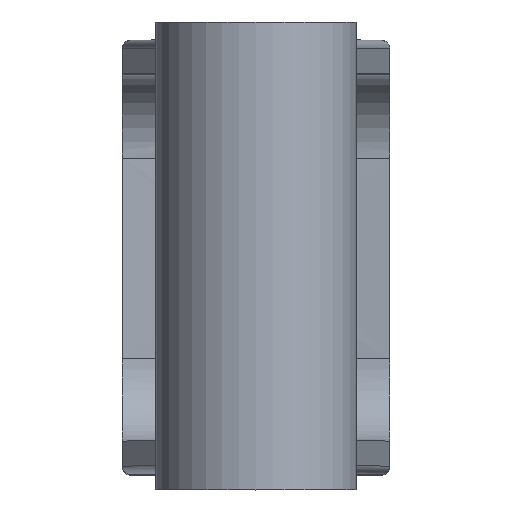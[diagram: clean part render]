
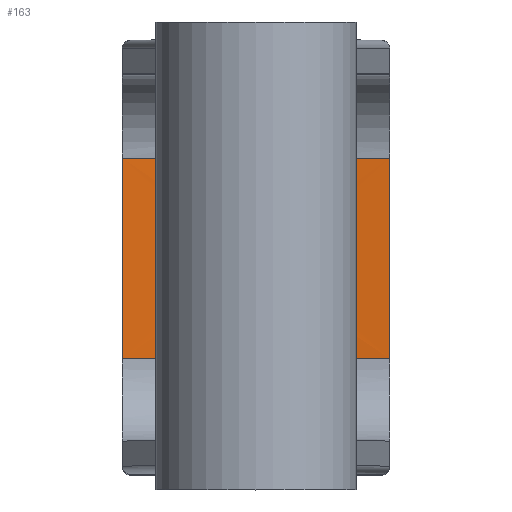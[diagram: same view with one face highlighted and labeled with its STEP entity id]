
A CAD part, top view. The second image highlights one B-rep face of the part: STEP entity #163.
In plain terms, the highlighted cylindrical face has radius 101.6 mm (diameter 203.2 mm), a partial arc.
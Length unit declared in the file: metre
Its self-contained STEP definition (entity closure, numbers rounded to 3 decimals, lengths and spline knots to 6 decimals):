
#163 = ADVANCED_FACE( '', ( #345, #346 ), #347, .F. );
#345 = FACE_OUTER_BOUND( '', #1558, .T. );
#346 = FACE_BOUND( '', #1559, .T. );
#347 = CYLINDRICAL_SURFACE( '', #1560, 0.1016 );
#1558 = EDGE_LOOP( '', ( #2027, #2028, #2029, #2030 ) );
#1559 = EDGE_LOOP( '', ( #2031 ) );
#1560 = AXIS2_PLACEMENT_3D( '', #2032, #2033, #2034 );
#2027 = ORIENTED_EDGE( '', *, *, #2143, .F. );
#2028 = ORIENTED_EDGE( '', *, *, #2295, .F. );
#2029 = ORIENTED_EDGE( '', *, *, #2296, .T. );
#2030 = ORIENTED_EDGE( '', *, *, #2160, .T. );
#2031 = ORIENTED_EDGE( '', *, *, #2276, .F. );
#2032 = CARTESIAN_POINT( '', ( 0., 0., 0.08763 ) );
#2033 = DIRECTION( '', ( 0., 1., 0. ) );
#2034 = DIRECTION( '', ( 0., 0., -1. ) );
#2143 = EDGE_CURVE( '', #2323, #2325, #2326, .T. );
#2160 = EDGE_CURVE( '', #2356, #2325, #2357, .T. );
#2276 = EDGE_CURVE( '', #2521, #2521, #2522, .T. );
#2295 = EDGE_CURVE( '', #2543, #2323, #2544, .T. );
#2296 = EDGE_CURVE( '', #2543, #2356, #2545, .T. );
#2323 = VERTEX_POINT( '', #2629 );
#2325 = VERTEX_POINT( '', #2654 );
#2326 = LINE( '', #2655, #2656 );
#2356 = VERTEX_POINT( '', #2772 );
#2357 = CIRCLE( '', #2773, 0.1016 );
#2521 = VERTEX_POINT( '', #3565 );
#2522 = B_SPLINE_CURVE_WITH_KNOTS( '', 3, ( #3566, #3567, #3568, #3569, #3570, #3571, #3572, #3573, #3574, #3575, #3576, #3577, #3578, #3579, #3580, #3581, #3582, #3583, #3584, #3585, #3586, #3587, #3588, #3589, #3590, #3591, #3592, #3593, #3594, #3595, #3596, #3597, #3598, #3599, #3600, #3601, #3602, #3603, #3604, #3605, #3606, #3607, #3608, #3609, #3610, #3611, #3612, #3613, #3614, #3615, #3616, #3617, #3618, #3619, #3620, #3621, #3622, #3623, #3624, #3625, #3626, #3627 ), .UNSPECIFIED., .T., .F., ( 2, 2, 2, 2, 2, 2, 2, 2, 2, 2, 2, 2, 2, 2, 2, 2, 2, 2, 2, 2, 2, 2, 2, 2, 2, 2, 2, 2, 2, 2, 2, 2, 2 ), ( -0.000993, 0., 0.000496, 0.000993, 0.001489, 0.001985, 0.002481, 0.002978, 0.003474, 0.00397, 0.004467, 0.004963, 0.005459, 0.005955, 0.006452, 0.006948, 0.007444, 0.007941, 0.008437, 0.008933, 0.009926, 0.010422, 0.010918, 0.011415, 0.011911, 0.012407, 0.012903, 0.0134, 0.013896, 0.014392, 0.014889, 0.015881, 0.016378 ), .UNSPECIFIED. );
#2543 = VERTEX_POINT( '', #3726 );
#2544 = CIRCLE( '', #3727, 0.1016 );
#2545 = LINE( '', #3728, #3729 );
#2629 = CARTESIAN_POINT( '', ( 0.01016, 0.00762, -0.013461 ) );
#2654 = CARTESIAN_POINT( '', ( 0.01016, -0.00762, -0.013461 ) );
#2655 = CARTESIAN_POINT( '', ( 0.01016, 0., -0.013461 ) );
#2656 = VECTOR( '', #3774, 1. );
#2772 = CARTESIAN_POINT( '', ( -0.01016, -0.00762, -0.013461 ) );
#2773 = AXIS2_PLACEMENT_3D( '', #3795, #3796, #3797 );
#3565 = CARTESIAN_POINT( '', ( -0.00254, 0., -0.013938 ) );
#3566 = CARTESIAN_POINT( '', ( -0.00254, 0.000336, -0.013938 ) );
#3567 = CARTESIAN_POINT( '', ( -0.00254, -0.000168, -0.013938 ) );
#3568 = CARTESIAN_POINT( '', ( -0.002524, -0.000333, -0.013939 ) );
#3569 = CARTESIAN_POINT( '', ( -0.002459, -0.000657, -0.01394 ) );
#3570 = CARTESIAN_POINT( '', ( -0.00241, -0.000819, -0.013941 ) );
#3571 = CARTESIAN_POINT( '', ( -0.002283, -0.001126, -0.013944 ) );
#3572 = CARTESIAN_POINT( '', ( -0.002205, -0.001272, -0.013946 ) );
#3573 = CARTESIAN_POINT( '', ( -0.00202, -0.001548, -0.01395 ) );
#3574 = CARTESIAN_POINT( '', ( -0.001913, -0.001679, -0.013952 ) );
#3575 = CARTESIAN_POINT( '', ( -0.001679, -0.001913, -0.013956 ) );
#3576 = CARTESIAN_POINT( '', ( -0.001551, -0.002019, -0.013958 ) );
#3577 = CARTESIAN_POINT( '', ( -0.001273, -0.002204, -0.013962 ) );
#3578 = CARTESIAN_POINT( '', ( -0.001125, -0.002283, -0.013964 ) );
#3579 = CARTESIAN_POINT( '', ( -0.00082, -0.00241, -0.013967 ) );
#3580 = CARTESIAN_POINT( '', ( -0.00066, -0.002459, -0.013968 ) );
#3581 = CARTESIAN_POINT( '', ( -0.000332, -0.002524, -0.01397 ) );
#3582 = CARTESIAN_POINT( '', ( -0.000167, -0.00254, -0.01397 ) );
#3583 = CARTESIAN_POINT( '', ( 0.000164, -0.00254, -0.01397 ) );
#3584 = CARTESIAN_POINT( '', ( 0.000333, -0.002524, -0.01397 ) );
#3585 = CARTESIAN_POINT( '', ( 0.000658, -0.002459, -0.013968 ) );
#3586 = CARTESIAN_POINT( '', ( 0.000817, -0.002411, -0.013967 ) );
#3587 = CARTESIAN_POINT( '', ( 0.001124, -0.002284, -0.013964 ) );
#3588 = CARTESIAN_POINT( '', ( 0.001273, -0.002204, -0.013962 ) );
#3589 = CARTESIAN_POINT( '', ( 0.001548, -0.00202, -0.013958 ) );
#3590 = CARTESIAN_POINT( '', ( 0.001677, -0.001915, -0.013956 ) );
#3591 = CARTESIAN_POINT( '', ( 0.001914, -0.001678, -0.013952 ) );
#3592 = CARTESIAN_POINT( '', ( 0.002019, -0.00155, -0.01395 ) );
#3593 = CARTESIAN_POINT( '', ( 0.002203, -0.001275, -0.013946 ) );
#3594 = CARTESIAN_POINT( '', ( 0.002283, -0.001127, -0.013944 ) );
#3595 = CARTESIAN_POINT( '', ( 0.00241, -0.000819, -0.013941 ) );
#3596 = CARTESIAN_POINT( '', ( 0.002458, -0.00066, -0.01394 ) );
#3597 = CARTESIAN_POINT( '', ( 0.002523, -0.000335, -0.013939 ) );
#3598 = CARTESIAN_POINT( '', ( 0.00254, -0.000167, -0.013938 ) );
#3599 = CARTESIAN_POINT( '', ( 0.00254, 0.000165, -0.013938 ) );
#3600 = CARTESIAN_POINT( '', ( 0.002524, 0.00033, -0.013939 ) );
#3601 = CARTESIAN_POINT( '', ( 0.002459, 0.000657, -0.01394 ) );
#3602 = CARTESIAN_POINT( '', ( 0.00241, 0.000818, -0.013941 ) );
#3603 = CARTESIAN_POINT( '', ( 0.002221, 0.001276, -0.013946 ) );
#3604 = CARTESIAN_POINT( '', ( 0.002032, 0.00156, -0.01395 ) );
#3605 = CARTESIAN_POINT( '', ( 0.001681, 0.001912, -0.013956 ) );
#3606 = CARTESIAN_POINT( '', ( 0.00155, 0.002019, -0.013958 ) );
#3607 = CARTESIAN_POINT( '', ( 0.001274, 0.002204, -0.013962 ) );
#3608 = CARTESIAN_POINT( '', ( 0.001128, 0.002282, -0.013964 ) );
#3609 = CARTESIAN_POINT( '', ( 0.000821, 0.002409, -0.013967 ) );
#3610 = CARTESIAN_POINT( '', ( 0.00066, 0.002458, -0.013968 ) );
#3611 = CARTESIAN_POINT( '', ( 0.000335, 0.002523, -0.01397 ) );
#3612 = CARTESIAN_POINT( '', ( 0.00017, 0.00254, -0.01397 ) );
#3613 = CARTESIAN_POINT( '', ( -0.000165, 0.00254, -0.01397 ) );
#3614 = CARTESIAN_POINT( '', ( -0.000331, 0.002524, -0.01397 ) );
#3615 = CARTESIAN_POINT( '', ( -0.000655, 0.00246, -0.013968 ) );
#3616 = CARTESIAN_POINT( '', ( -0.000816, 0.002411, -0.013967 ) );
#3617 = CARTESIAN_POINT( '', ( -0.001124, 0.002284, -0.013964 ) );
#3618 = CARTESIAN_POINT( '', ( -0.00127, 0.002206, -0.013962 ) );
#3619 = CARTESIAN_POINT( '', ( -0.001546, 0.002022, -0.013958 ) );
#3620 = CARTESIAN_POINT( '', ( -0.001677, 0.001915, -0.013956 ) );
#3621 = CARTESIAN_POINT( '', ( -0.001912, 0.00168, -0.013952 ) );
#3622 = CARTESIAN_POINT( '', ( -0.002017, 0.001553, -0.01395 ) );
#3623 = CARTESIAN_POINT( '', ( -0.002203, 0.001276, -0.013946 ) );
#3624 = CARTESIAN_POINT( '', ( -0.002282, 0.001127, -0.013944 ) );
#3625 = CARTESIAN_POINT( '', ( -0.002473, 0.000669, -0.01394 ) );
#3626 = CARTESIAN_POINT( '', ( -0.00254, 0.000336, -0.013938 ) );
#3627 = CARTESIAN_POINT( '', ( -0.00254, -0.000168, -0.013938 ) );
#3726 = CARTESIAN_POINT( '', ( -0.01016, 0.00762, -0.013461 ) );
#3727 = AXIS2_PLACEMENT_3D( '', #3969, #3970, #3971 );
#3728 = CARTESIAN_POINT( '', ( -0.01016, 0., -0.013461 ) );
#3729 = VECTOR( '', #3972, 1. );
#3774 = DIRECTION( '', ( 0., -1., 0. ) );
#3795 = CARTESIAN_POINT( '', ( 0., -0.00762, 0.08763 ) );
#3796 = DIRECTION( '', ( 0., -1., 0. ) );
#3797 = DIRECTION( '', ( 0., 0., -1. ) );
#3969 = CARTESIAN_POINT( '', ( 0., 0.00762, 0.08763 ) );
#3970 = DIRECTION( '', ( 0., -1., 0. ) );
#3971 = DIRECTION( '', ( 0., 0., -1. ) );
#3972 = DIRECTION( '', ( 0., -1., 0. ) );
